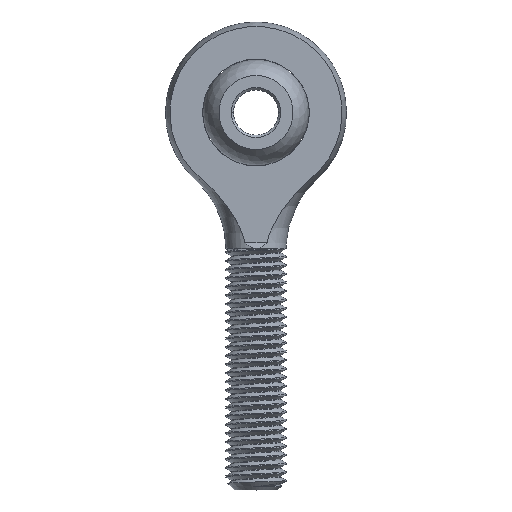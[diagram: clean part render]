
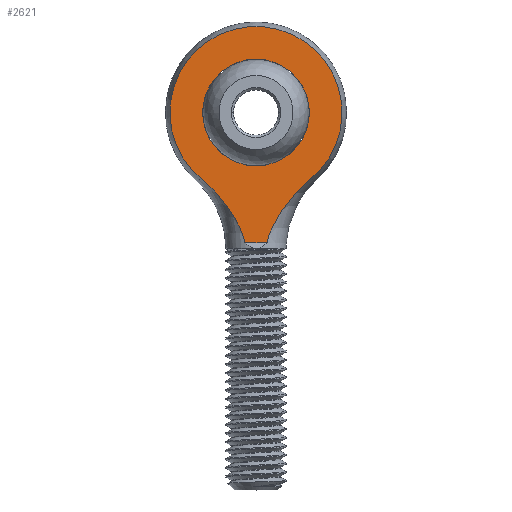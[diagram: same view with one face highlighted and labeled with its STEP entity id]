
A CAD part, top view. The second image highlights one B-rep face of the part: STEP entity #2621.
In plain terms, the highlighted planar face has unit normal (0, 0, 1).
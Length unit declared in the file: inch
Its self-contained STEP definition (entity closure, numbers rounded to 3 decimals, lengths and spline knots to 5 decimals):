
#23 = CIRCLE ( 'NONE', #5273, 0.22094 ) ;
#192 = DIRECTION ( 'NONE',  ( 0., 0., -1. ) ) ;
#206 = CARTESIAN_POINT ( 'NONE',  ( 0.22239, 0.28415, 0.117 ) ) ;
#230 = CARTESIAN_POINT ( 'NONE',  ( 0.18217, 0.24927, 0.117 ) ) ;
#280 = CARTESIAN_POINT ( 'NONE',  ( 0.1293, 0.18902, 0.117 ) ) ;
#364 = CARTESIAN_POINT ( 'NONE',  ( -0.09952, 0.14547, 0.117 ) ) ;
#617 = VERTEX_POINT ( 'NONE', #777 ) ;
#697 = LINE ( 'NONE', #2987, #1225 ) ;
#724 = PLANE ( 'NONE',  #2597 ) ;
#777 = CARTESIAN_POINT ( 'NONE',  ( 0.22094, 0.5625, 0.117 ) ) ;
#892 = CARTESIAN_POINT ( 'NONE',  ( -0.06155, 0.07465, 0.117 ) ) ;
#921 = DIRECTION ( 'NONE',  ( 0., 0., -1. ) ) ;
#971 = CARTESIAN_POINT ( 'NONE',  ( 0., 0.5625, 0.117 ) ) ;
#1225 = VECTOR ( 'NONE', #3569, 39.37008 ) ;
#1488 = CARTESIAN_POINT ( 'NONE',  ( -0.22239, 0.28415, 0.117 ) ) ;
#1609 = ORIENTED_EDGE ( 'NONE', *, *, #6551, .T. ) ;
#1689 = EDGE_CURVE ( 'NONE', #6737, #617, #23, .T. ) ;
#1851 = DIRECTION ( 'NONE',  ( 0., 1., 0. ) ) ;
#1876 = ORIENTED_EDGE ( 'NONE', *, *, #6435, .F. ) ;
#1910 = CARTESIAN_POINT ( 'NONE',  ( 0.06158, 0.07472, 0.117 ) ) ;
#1967 = EDGE_LOOP ( 'NONE', ( #2793, #2254 ) ) ;
#2018 = CARTESIAN_POINT ( 'NONE',  ( -0.07916, 0.11077, 0.117 ) ) ;
#2045 = CARTESIAN_POINT ( 'NONE',  ( -0.10677, 0.15664, 0.117 ) ) ;
#2127 = CARTESIAN_POINT ( 'NONE',  ( -0.17293, 0.23926, 0.117 ) ) ;
#2151 = CARTESIAN_POINT ( 'NONE',  ( -0.18227, 0.2487, 0.117 ) ) ;
#2254 = ORIENTED_EDGE ( 'NONE', *, *, #1689, .T. ) ;
#2388 = FACE_BOUND ( 'NONE', #1967, .T. ) ;
#2495 = CARTESIAN_POINT ( 'NONE',  ( 0.06711, 0.08687, 0.117 ) ) ;
#2590 = DIRECTION ( 'NONE',  ( 0., 1., 0. ) ) ;
#2597 = AXIS2_PLACEMENT_3D ( 'NONE', #5174, #192, #1851 ) ;
#2621 = ADVANCED_FACE ( 'NONE', ( #2388, #3090 ), #724, .F. ) ;
#2777 = CARTESIAN_POINT ( 'NONE',  ( -0.22094, 0.5625, 0.117 ) ) ;
#2793 = ORIENTED_EDGE ( 'NONE', *, *, #6920, .T. ) ;
#2896 = CIRCLE ( 'NONE', #3220, 0.22094 ) ;
#2918 = CARTESIAN_POINT ( 'NONE',  ( 0.22239, 0.28415, 0.117 ) ) ;
#2925 = DIRECTION ( 'NONE',  ( 0., 1., 0. ) ) ;
#2967 = CARTESIAN_POINT ( 'NONE',  ( 0.20153, 0.26749, 0.117 ) ) ;
#2987 = CARTESIAN_POINT ( 'NONE',  ( -0.375, 0.0234, 0.117 ) ) ;
#3071 = CARTESIAN_POINT ( 'NONE',  ( -0.0471, 0.03003, 0.117 ) ) ;
#3090 = FACE_OUTER_BOUND ( 'NONE', #3365, .T. ) ;
#3174 = CARTESIAN_POINT ( 'NONE',  ( -0.14602, 0.21001, 0.117 ) ) ;
#3220 = AXIS2_PLACEMENT_3D ( 'NONE', #3533, #5710, #2925 ) ;
#3365 = EDGE_LOOP ( 'NONE', ( #1609, #1876, #6303, #4135 ) ) ;
#3533 = CARTESIAN_POINT ( 'NONE',  ( 0., 0.5625, 0.117 ) ) ;
#3569 = DIRECTION ( 'NONE',  ( 1., 0., 0. ) ) ;
#3678 = CARTESIAN_POINT ( 'NONE',  ( -0.05235, 0.04956, 0.117 ) ) ;
#3758 = CIRCLE ( 'NONE', #5721, 0.35628 ) ;
#4074 = VERTEX_POINT ( 'NONE', #206 ) ;
#4135 = ORIENTED_EDGE ( 'NONE', *, *, #5694, .F. ) ;
#4178 = CARTESIAN_POINT ( 'NONE',  ( 0.08508, 0.12253, 0.117 ) ) ;
#4191 = CARTESIAN_POINT ( 'NONE',  ( -0.04866, 0.03665, 0.117 ) ) ;
#4238 = CARTESIAN_POINT ( 'NONE',  ( -0.05449, 0.0559, 0.117 ) ) ;
#4242 = B_SPLINE_CURVE_WITH_KNOTS ( 'NONE', 3,
 ( #6454, #3071, #4191, #3678, #4238, #892, #5386, #2018, #6532, #364, #2045, #4273, #3174, #2127, #2151, #6660, #4428, #5514 ),
 .UNSPECIFIED., .F., .F.,
 ( 4, 2, 2, 2, 2, 2, 2, 2, 4 ),
 ( 0.05998, 0.06048, 0.06099, 0.06199, 0.063, 0.06401, 0.06603, 0.06703, 0.06804 ),
 .UNSPECIFIED. ) ;
#4273 = CARTESIAN_POINT ( 'NONE',  ( -0.12952, 0.18931, 0.117 ) ) ;
#4428 = CARTESIAN_POINT ( 'NONE',  ( -0.21192, 0.27579, 0.117 ) ) ;
#4594 = CARTESIAN_POINT ( 'NONE',  ( -0.04599, 0.0234, 0.117 ) ) ;
#4680 = CARTESIAN_POINT ( 'NONE',  ( 0.14609, 0.21011, 0.117 ) ) ;
#4706 = CARTESIAN_POINT ( 'NONE',  ( 0.09886, 0.14524, 0.117 ) ) ;
#4755 = CARTESIAN_POINT ( 'NONE',  ( 0.0482, 0.0366, 0.117 ) ) ;
#4783 = CARTESIAN_POINT ( 'NONE',  ( 0.04599, 0.0234, 0.117 ) ) ;
#4976 = VERTEX_POINT ( 'NONE', #1488 ) ;
#5174 = CARTESIAN_POINT ( 'NONE',  ( -0.375, 0.5625, 0.117 ) ) ;
#5273 = AXIS2_PLACEMENT_3D ( 'NONE', #6537, #921, #2590 ) ;
#5365 = DIRECTION ( 'NONE',  ( 0., 0., -1. ) ) ;
#5386 = CARTESIAN_POINT ( 'NONE',  ( -0.06708, 0.08683, 0.117 ) ) ;
#5387 = B_SPLINE_CURVE_WITH_KNOTS ( 'NONE', 3,
 ( #2918, #2967, #230, #4680, #280, #4706, #4178, #2495, #1910, #6468, #4755, #4783 ),
 .UNSPECIFIED., .F., .F.,
 ( 4, 2, 2, 2, 2, 4 ),
 ( 0.05619, 0.05822, 0.06026, 0.0623, 0.06332, 0.06434 ),
 .UNSPECIFIED. ) ;
#5390 = VERTEX_POINT ( 'NONE', #6292 ) ;
#5514 = CARTESIAN_POINT ( 'NONE',  ( -0.22239, 0.28415, 0.117 ) ) ;
#5694 = EDGE_CURVE ( 'NONE', #6283, #4976, #4242, .T. ) ;
#5710 = DIRECTION ( 'NONE',  ( 0., 0., -1. ) ) ;
#5721 = AXIS2_PLACEMENT_3D ( 'NONE', #971, #5365, #6589 ) ;
#6283 = VERTEX_POINT ( 'NONE', #4594 ) ;
#6292 = CARTESIAN_POINT ( 'NONE',  ( 0.04599, 0.0234, 0.117 ) ) ;
#6303 = ORIENTED_EDGE ( 'NONE', *, *, #7251, .F. ) ;
#6435 = EDGE_CURVE ( 'NONE', #4074, #5390, #5387, .T. ) ;
#6454 = CARTESIAN_POINT ( 'NONE',  ( -0.04599, 0.0234, 0.117 ) ) ;
#6468 = CARTESIAN_POINT ( 'NONE',  ( 0.05209, 0.04951, 0.117 ) ) ;
#6532 = CARTESIAN_POINT ( 'NONE',  ( -0.08572, 0.12256, 0.117 ) ) ;
#6537 = CARTESIAN_POINT ( 'NONE',  ( 0., 0.5625, 0.117 ) ) ;
#6551 = EDGE_CURVE ( 'NONE', #6283, #5390, #697, .T. ) ;
#6589 = DIRECTION ( 'NONE',  ( 0., 1., 0. ) ) ;
#6660 = CARTESIAN_POINT ( 'NONE',  ( -0.20174, 0.26695, 0.117 ) ) ;
#6737 = VERTEX_POINT ( 'NONE', #2777 ) ;
#6920 = EDGE_CURVE ( 'NONE', #617, #6737, #2896, .T. ) ;
#7251 = EDGE_CURVE ( 'NONE', #4976, #4074, #3758, .T. ) ;
